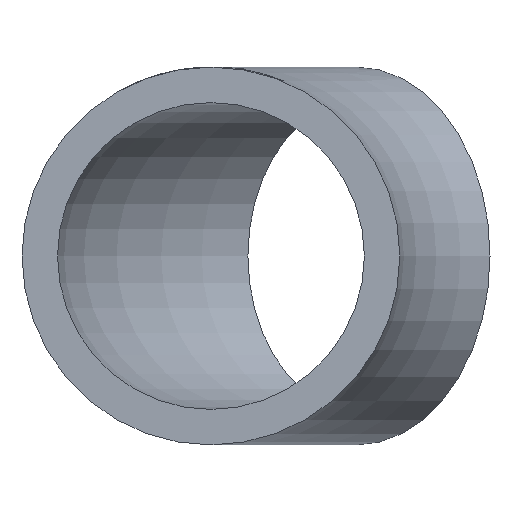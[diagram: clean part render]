
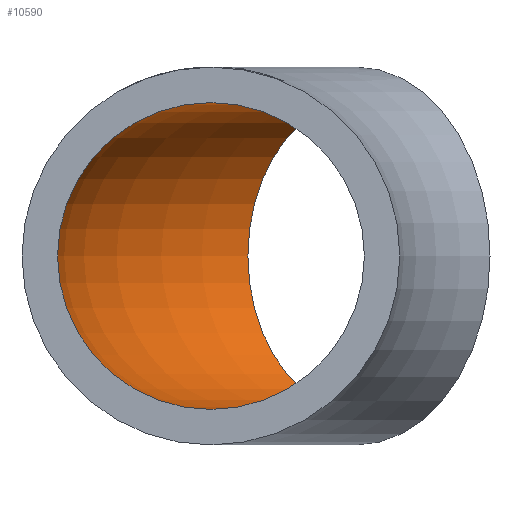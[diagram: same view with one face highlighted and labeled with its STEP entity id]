
A CAD part, front view. The second image highlights one B-rep face of the part: STEP entity #10590.
In plain terms, the highlighted toroidal (fillet/blend) face has major radius 28 mm and minor radius 8.65 mm.
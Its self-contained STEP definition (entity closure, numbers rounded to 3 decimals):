
#58 = EDGE_CURVE ( 'NONE', #9209, #9209, #4019, .T. ) ;
#220 = EDGE_CURVE ( 'NONE', #5330, #5330, #2833, .T. ) ;
#402 = AXIS2_PLACEMENT_3D ( 'NONE', #3697, #9492, #9556 ) ;
#493 = DIRECTION ( 'NONE',  ( 0.707, 0.707, 0. ) ) ;
#1256 = CARTESIAN_POINT ( 'NONE',  ( -28., 0., 0. ) ) ;
#2833 = CIRCLE ( 'NONE', #9734, 8.65 ) ;
#3697 = CARTESIAN_POINT ( 'NONE',  ( 0., 0., 0. ) ) ;
#3985 = CARTESIAN_POINT ( 'NONE',  ( -19.799, 19.799, 0. ) ) ;
#4019 = CIRCLE ( 'NONE', #8131, 8.65 ) ;
#4413 = CARTESIAN_POINT ( 'NONE',  ( -28., 0., 8.65 ) ) ;
#4596 = EDGE_LOOP ( 'NONE', ( #9045 ) ) ;
#4861 = FACE_OUTER_BOUND ( 'NONE', #4596, .T. ) ;
#5330 = VERTEX_POINT ( 'NONE', #4413 ) ;
#5695 = TOROIDAL_SURFACE ( 'NONE', #402, 28., 8.65 ) ;
#6685 = FACE_OUTER_BOUND ( 'NONE', #7169, .T. ) ;
#7169 = EDGE_LOOP ( 'NONE', ( #10133 ) ) ;
#7511 = DIRECTION ( 'NONE',  ( 0., 0., 1. ) ) ;
#8131 = AXIS2_PLACEMENT_3D ( 'NONE', #3985, #493, #11529 ) ;
#8676 = DIRECTION ( 'NONE',  ( 0., 1., 0. ) ) ;
#9045 = ORIENTED_EDGE ( 'NONE', *, *, #58, .T. ) ;
#9086 = CARTESIAN_POINT ( 'NONE',  ( -25.915, 25.915, 0. ) ) ;
#9209 = VERTEX_POINT ( 'NONE', #9086 ) ;
#9492 = DIRECTION ( 'NONE',  ( 0., 0., -1. ) ) ;
#9556 = DIRECTION ( 'NONE',  ( -1., 0., 0. ) ) ;
#9734 = AXIS2_PLACEMENT_3D ( 'NONE', #1256, #8676, #7511 ) ;
#10133 = ORIENTED_EDGE ( 'NONE', *, *, #220, .F. ) ;
#10590 = ADVANCED_FACE ( 'NONE', ( #4861, #6685 ), #5695, .F. ) ;
#11529 = DIRECTION ( 'NONE',  ( -0.707, 0.707, 0. ) ) ;
